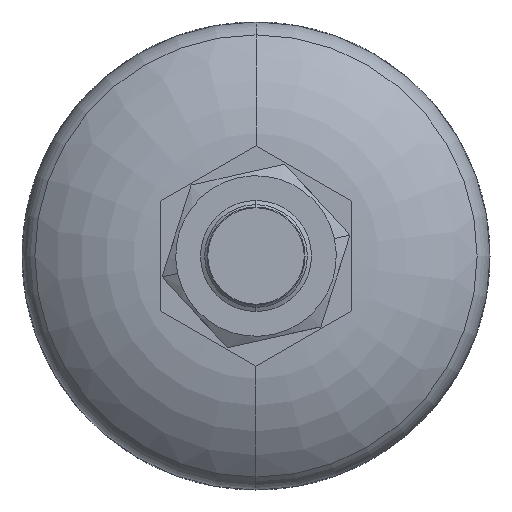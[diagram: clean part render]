
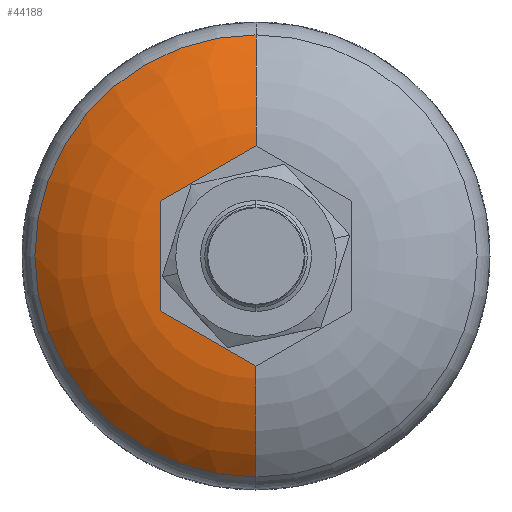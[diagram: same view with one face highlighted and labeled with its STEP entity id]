
A CAD part, left-side view. The second image highlights one B-rep face of the part: STEP entity #44188.
In plain terms, the highlighted toroidal (fillet/blend) face has major radius 11.494 mm and minor radius 24.25 mm.
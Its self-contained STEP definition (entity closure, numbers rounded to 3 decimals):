
#6424 = AXIS2_PLACEMENT_3D ( 'NONE', #34650, #34652, #34654 ) ;
#6427 = AXIS2_PLACEMENT_3D ( 'NONE', #34674, #34676, #34678 ) ;
#6435 = AXIS2_PLACEMENT_3D ( 'NONE', #34781, #34783, #34785 ) ;
#6440 = AXIS2_PLACEMENT_3D ( 'NONE', #34838, #34840, #34841 ) ;
#9739 = ORIENTED_EDGE ( 'NONE', *, *, #42440, .F. ) ;
#9743 = ORIENTED_EDGE ( 'NONE', *, *, #42456, .T. ) ;
#9745 = ORIENTED_EDGE ( 'NONE', *, *, #42443, .F. ) ;
#9759 = ORIENTED_EDGE ( 'NONE', *, *, #42463, .T. ) ;
#27916 = VERTEX_POINT ( 'NONE', #53846 ) ;
#27917 = VERTEX_POINT ( 'NONE', #53847 ) ;
#27918 = VERTEX_POINT ( 'NONE', #53848 ) ;
#31352 = EDGE_LOOP ( 'NONE', ( #9759, #9743, #9745, #9739 ) ) ;
#34050 = CIRCLE ( 'NONE', #6424, 24.25 ) ;
#34057 = CIRCLE ( 'NONE', #6427, 12. ) ;
#34065 = CIRCLE ( 'NONE', #6435, 24.25 ) ;
#34070 = CIRCLE ( 'NONE', #6440, 27.878 ) ;
#34256 = FACE_OUTER_BOUND ( 'NONE', #31352, .T. ) ;
#34257 = TOROIDAL_SURFACE ( 'NONE', #36067, 11.494, 24.25 ) ;
#34650 = CARTESIAN_POINT ( 'NONE',  ( 86.219, 6.784, 11.494 ) ) ;
#34652 = DIRECTION ( 'NONE',  ( 0., -1., 0. ) ) ;
#34654 = DIRECTION ( 'NONE',  ( 0., 0., -1. ) ) ;
#34674 = CARTESIAN_POINT ( 'NONE',  ( 61.974, 6.784, 0. ) ) ;
#34676 = DIRECTION ( 'NONE',  ( -1., 0., 0. ) ) ;
#34678 = DIRECTION ( 'NONE',  ( 0., 0., 1. ) ) ;
#34781 = CARTESIAN_POINT ( 'NONE',  ( 86.219, 6.784, -11.494 ) ) ;
#34783 = DIRECTION ( 'NONE',  ( 0., 1., 0. ) ) ;
#34785 = DIRECTION ( 'NONE',  ( 0., 0., 1. ) ) ;
#34838 = CARTESIAN_POINT ( 'NONE',  ( 68.341, 6.784, 0. ) ) ;
#34840 = DIRECTION ( 'NONE',  ( -1., 0., 0. ) ) ;
#34841 = DIRECTION ( 'NONE',  ( 0., 0., 1. ) ) ;
#35783 = CARTESIAN_POINT ( 'NONE',  ( 86.219, 6.784, 0. ) ) ;
#35791 = DIRECTION ( 'NONE',  ( -1., 0., 0. ) ) ;
#35792 = DIRECTION ( 'NONE',  ( 0., 0., 1. ) ) ;
#36067 = AXIS2_PLACEMENT_3D ( 'NONE', #35783, #35791, #35792 ) ;
#42440 = EDGE_CURVE ( 'NONE', #27916, #27918, #34050, .T. ) ;
#42443 = EDGE_CURVE ( 'NONE', #27918, #27917, #34057, .T. ) ;
#42456 = EDGE_CURVE ( 'NONE', #52458, #27917, #34065, .T. ) ;
#42463 = EDGE_CURVE ( 'NONE', #27916, #52458, #34070, .T. ) ;
#44188 = ADVANCED_FACE ( 'NONE', ( #34256 ), #34257, .T. ) ;
#52458 = VERTEX_POINT ( 'NONE', #53639 ) ;
#53639 = CARTESIAN_POINT ( 'NONE',  ( 68.341, 6.784, -27.878 ) ) ;
#53846 = CARTESIAN_POINT ( 'NONE',  ( 68.341, 6.784, 27.878 ) ) ;
#53847 = CARTESIAN_POINT ( 'NONE',  ( 61.974, 6.784, -12. ) ) ;
#53848 = CARTESIAN_POINT ( 'NONE',  ( 61.974, 6.784, 12. ) ) ;
